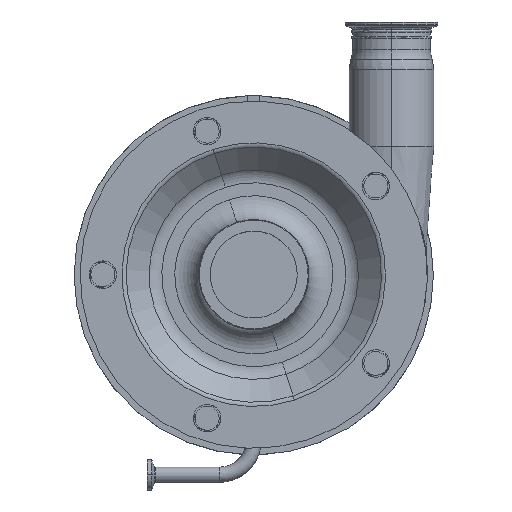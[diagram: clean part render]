
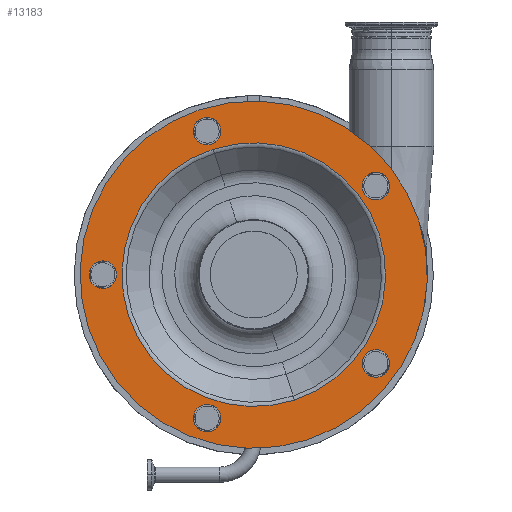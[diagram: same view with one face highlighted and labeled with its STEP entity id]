
A CAD part, top view. The second image highlights one B-rep face of the part: STEP entity #13183.
In plain terms, the highlighted planar face has unit normal (0, 0, 1).
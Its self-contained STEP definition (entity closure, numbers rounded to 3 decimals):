
#477 = FACE_BOUND ( 'NONE', #6957, .T. ) ;
#570 = DIRECTION ( 'NONE',  ( -0.309, 0.951, 0. ) ) ;
#606 = DIRECTION ( 'NONE',  ( 0., 0., 1. ) ) ;
#638 = EDGE_LOOP ( 'NONE', ( #2176, #19452 ) ) ;
#833 = CARTESIAN_POINT ( 'NONE',  ( -35.382, 108.896, 295. ) ) ;
#877 = EDGE_LOOP ( 'NONE', ( #2510, #5304 ) ) ;
#935 = VERTEX_POINT ( 'NONE', #5818 ) ;
#966 = EDGE_LOOP ( 'NONE', ( #8634, #14594 ) ) ;
#984 = VERTEX_POINT ( 'NONE', #18169 ) ;
#1225 = DIRECTION ( 'NONE',  ( -0.309, 0.951, 0. ) ) ;
#1441 = DIRECTION ( 'NONE',  ( -0.309, 0.951, 0. ) ) ;
#1623 = DIRECTION ( 'NONE',  ( -0.309, 0.951, 0. ) ) ;
#1687 = CARTESIAN_POINT ( 'NONE',  ( -44.807, 137.903, 295. ) ) ;
#1699 = CARTESIAN_POINT ( 'NONE',  ( -129.554, 10.937, 295. ) ) ;
#2176 = ORIENTED_EDGE ( 'NONE', *, *, #17446, .F. ) ;
#2510 = ORIENTED_EDGE ( 'NONE', *, *, #19897, .F. ) ;
#2693 = DIRECTION ( 'NONE',  ( 0., 0., 1. ) ) ;
#2992 = AXIS2_PLACEMENT_3D ( 'NONE', #18187, #16863, #17075 ) ;
#3101 = DIRECTION ( 'NONE',  ( -0.309, 0.951, 0. ) ) ;
#3187 = DIRECTION ( 'NONE',  ( -0.309, 0.951, 0. ) ) ;
#3205 = VERTEX_POINT ( 'NONE', #14297 ) ;
#3223 = EDGE_LOOP ( 'NONE', ( #16829, #14407 ) ) ;
#3267 = CARTESIAN_POINT ( 'NONE',  ( 101.936, 74.061, 295. ) ) ;
#3354 = AXIS2_PLACEMENT_3D ( 'NONE', #17256, #19082, #570 ) ;
#3639 = DIRECTION ( 'NONE',  ( -0.309, 0.951, 0. ) ) ;
#3888 = DIRECTION ( 'NONE',  ( 0., 0., 1. ) ) ;
#3984 = DIRECTION ( 'NONE',  ( -0.309, 0.951, 0. ) ) ;
#4116 = DIRECTION ( 'NONE',  ( 0., 0., 1. ) ) ;
#4299 = CIRCLE ( 'NONE', #14620, 11.5 ) ;
#4375 = AXIS2_PLACEMENT_3D ( 'NONE', #3267, #12474, #4993 ) ;
#4464 = DIRECTION ( 'NONE',  ( 0., 0., 1. ) ) ;
#4470 = EDGE_CURVE ( 'NONE', #14837, #984, #9547, .T. ) ;
#4525 = EDGE_CURVE ( 'NONE', #18155, #19678, #7588, .T. ) ;
#4752 = VERTEX_POINT ( 'NONE', #15538 ) ;
#4764 = EDGE_CURVE ( 'NONE', #15632, #14762, #11816, .T. ) ;
#4775 = CARTESIAN_POINT ( 'NONE',  ( -38.936, -119.833, 295. ) ) ;
#4819 = CARTESIAN_POINT ( 'NONE',  ( -44.807, 137.903, 295. ) ) ;
#4838 = DIRECTION ( 'NONE',  ( 0., 0., 1. ) ) ;
#4942 = CIRCLE ( 'NONE', #2992, 11.5 ) ;
#4993 = DIRECTION ( 'NONE',  ( -0.309, 0.951, 0. ) ) ;
#5199 = VERTEX_POINT ( 'NONE', #13831 ) ;
#5304 = ORIENTED_EDGE ( 'NONE', *, *, #14267, .F. ) ;
#5818 = CARTESIAN_POINT ( 'NONE',  ( 98.382, 84.998, 295. ) ) ;
#5928 = EDGE_CURVE ( 'NONE', #5199, #17271, #9927, .T. ) ;
#6121 = CARTESIAN_POINT ( 'NONE',  ( 0., 0., 295. ) ) ;
#6257 = AXIS2_PLACEMENT_3D ( 'NONE', #16724, #19852, #1441 ) ;
#6287 = AXIS2_PLACEMENT_3D ( 'NONE', #7178, #4464, #1225 ) ;
#6299 = AXIS2_PLACEMENT_3D ( 'NONE', #17305, #17503, #3639 ) ;
#6556 = EDGE_CURVE ( 'NONE', #10084, #16905, #9106, .T. ) ;
#6577 = CIRCLE ( 'NONE', #6257, 110.071 ) ;
#6748 = FACE_OUTER_BOUND ( 'NONE', #3223, .T. ) ;
#6850 = AXIS2_PLACEMENT_3D ( 'NONE', #15867, #2693, #19500 ) ;
#6858 = DIRECTION ( 'NONE',  ( -0.309, 0.951, 0. ) ) ;
#6953 = AXIS2_PLACEMENT_3D ( 'NONE', #10688, #4838, #9476 ) ;
#6957 = EDGE_LOOP ( 'NONE', ( #11929, #18197 ) ) ;
#7178 = CARTESIAN_POINT ( 'NONE',  ( 0., 0., 295. ) ) ;
#7260 = CIRCLE ( 'NONE', #16633, 11.5 ) ;
#7588 = CIRCLE ( 'NONE', #8886, 11.5 ) ;
#7811 = CARTESIAN_POINT ( 'NONE',  ( -38.936, 119.833, 295. ) ) ;
#8052 = FACE_BOUND ( 'NONE', #966, .T. ) ;
#8242 = CARTESIAN_POINT ( 'NONE',  ( 101.936, -74.061, 295. ) ) ;
#8378 = ORIENTED_EDGE ( 'NONE', *, *, #6556, .F. ) ;
#8516 = AXIS2_PLACEMENT_3D ( 'NONE', #8242, #3888, #3984 ) ;
#8634 = ORIENTED_EDGE ( 'NONE', *, *, #4470, .F. ) ;
#8886 = AXIS2_PLACEMENT_3D ( 'NONE', #17606, #606, #6858 ) ;
#9106 = CIRCLE ( 'NONE', #6850, 11.5 ) ;
#9467 = AXIS2_PLACEMENT_3D ( 'NONE', #4775, #11143, #1623 ) ;
#9476 = DIRECTION ( 'NONE',  ( -0.309, 0.951, 0. ) ) ;
#9547 = CIRCLE ( 'NONE', #6299, 110.071 ) ;
#9590 = FACE_BOUND ( 'NONE', #18703, .T. ) ;
#9797 = ORIENTED_EDGE ( 'NONE', *, *, #4764, .F. ) ;
#9927 = CIRCLE ( 'NONE', #11844, 145. ) ;
#10084 = VERTEX_POINT ( 'NONE', #12866 ) ;
#10688 = CARTESIAN_POINT ( 'NONE',  ( -38.936, -119.833, 295. ) ) ;
#10779 = DIRECTION ( 'NONE',  ( 0., 0., 1. ) ) ;
#11143 = DIRECTION ( 'NONE',  ( 0., 0., 1. ) ) ;
#11567 = EDGE_CURVE ( 'NONE', #4752, #19606, #7260, .T. ) ;
#11816 = CIRCLE ( 'NONE', #6953, 11.5 ) ;
#11844 = AXIS2_PLACEMENT_3D ( 'NONE', #6121, #10779, #3101 ) ;
#11897 = DIRECTION ( 'NONE',  ( -0.309, 0.951, 0. ) ) ;
#11929 = ORIENTED_EDGE ( 'NONE', *, *, #14528, .F. ) ;
#12474 = DIRECTION ( 'NONE',  ( 0., 0., 1. ) ) ;
#12483 = EDGE_LOOP ( 'NONE', ( #17839, #8378 ) ) ;
#12720 = CIRCLE ( 'NONE', #3354, 11.5 ) ;
#12866 = CARTESIAN_POINT ( 'NONE',  ( -122.446, -10.937, 295. ) ) ;
#13183 = ADVANCED_FACE ( 'NONE', ( #6748, #17071, #9590, #15955, #15759, #477, #8052 ), #15854, .T. ) ;
#13671 = CARTESIAN_POINT ( 'NONE',  ( -34.014, 104.684, 295. ) ) ;
#13831 = CARTESIAN_POINT ( 'NONE',  ( 44.807, -137.903, 295. ) ) ;
#14137 = DIRECTION ( 'NONE',  ( 0., -1., 0. ) ) ;
#14267 = EDGE_CURVE ( 'NONE', #3205, #935, #4942, .T. ) ;
#14297 = CARTESIAN_POINT ( 'NONE',  ( 105.49, 63.124, 295. ) ) ;
#14312 = CARTESIAN_POINT ( 'NONE',  ( -42.49, -108.896, 295. ) ) ;
#14407 = ORIENTED_EDGE ( 'NONE', *, *, #5928, .T. ) ;
#14434 = AXIS2_PLACEMENT_3D ( 'NONE', #1687, #18594, #14137 ) ;
#14528 = EDGE_CURVE ( 'NONE', #19678, #18155, #4299, .T. ) ;
#14594 = ORIENTED_EDGE ( 'NONE', *, *, #15889, .F. ) ;
#14620 = AXIS2_PLACEMENT_3D ( 'NONE', #7811, #19974, #3187 ) ;
#14682 = CIRCLE ( 'NONE', #6287, 145. ) ;
#14762 = VERTEX_POINT ( 'NONE', #17951 ) ;
#14837 = VERTEX_POINT ( 'NONE', #13671 ) ;
#15098 = CARTESIAN_POINT ( 'NONE',  ( -42.49, 130.77, 295. ) ) ;
#15284 = CIRCLE ( 'NONE', #8516, 11.5 ) ;
#15410 = CARTESIAN_POINT ( 'NONE',  ( 98.382, -63.124, 295. ) ) ;
#15538 = CARTESIAN_POINT ( 'NONE',  ( 105.49, -84.998, 295. ) ) ;
#15606 = EDGE_CURVE ( 'NONE', #16905, #10084, #12720, .T. ) ;
#15632 = VERTEX_POINT ( 'NONE', #14312 ) ;
#15759 = FACE_BOUND ( 'NONE', #877, .T. ) ;
#15854 = PLANE ( 'NONE',  #14434 ) ;
#15867 = CARTESIAN_POINT ( 'NONE',  ( -126., 0., 295. ) ) ;
#15889 = EDGE_CURVE ( 'NONE', #984, #14837, #6577, .T. ) ;
#15955 = FACE_BOUND ( 'NONE', #638, .T. ) ;
#16505 = EDGE_CURVE ( 'NONE', #14762, #15632, #18849, .T. ) ;
#16633 = AXIS2_PLACEMENT_3D ( 'NONE', #17978, #4116, #11897 ) ;
#16724 = CARTESIAN_POINT ( 'NONE',  ( 0., 0., 295. ) ) ;
#16829 = ORIENTED_EDGE ( 'NONE', *, *, #18731, .T. ) ;
#16863 = DIRECTION ( 'NONE',  ( 0., 0., 1. ) ) ;
#16905 = VERTEX_POINT ( 'NONE', #1699 ) ;
#17071 = FACE_BOUND ( 'NONE', #12483, .T. ) ;
#17075 = DIRECTION ( 'NONE',  ( -0.309, 0.951, 0. ) ) ;
#17256 = CARTESIAN_POINT ( 'NONE',  ( -126., 0., 295. ) ) ;
#17271 = VERTEX_POINT ( 'NONE', #4819 ) ;
#17305 = CARTESIAN_POINT ( 'NONE',  ( 0., 0., 295. ) ) ;
#17446 = EDGE_CURVE ( 'NONE', #19606, #4752, #15284, .T. ) ;
#17503 = DIRECTION ( 'NONE',  ( 0., 0., 1. ) ) ;
#17606 = CARTESIAN_POINT ( 'NONE',  ( -38.936, 119.833, 295. ) ) ;
#17839 = ORIENTED_EDGE ( 'NONE', *, *, #15606, .F. ) ;
#17951 = CARTESIAN_POINT ( 'NONE',  ( -35.382, -130.77, 295. ) ) ;
#17962 = CIRCLE ( 'NONE', #4375, 11.5 ) ;
#17978 = CARTESIAN_POINT ( 'NONE',  ( 101.936, -74.061, 295. ) ) ;
#17995 = ORIENTED_EDGE ( 'NONE', *, *, #16505, .F. ) ;
#18155 = VERTEX_POINT ( 'NONE', #833 ) ;
#18169 = CARTESIAN_POINT ( 'NONE',  ( 34.014, -104.684, 295. ) ) ;
#18187 = CARTESIAN_POINT ( 'NONE',  ( 101.936, 74.061, 295. ) ) ;
#18197 = ORIENTED_EDGE ( 'NONE', *, *, #4525, .F. ) ;
#18594 = DIRECTION ( 'NONE',  ( 0., 0., 1. ) ) ;
#18703 = EDGE_LOOP ( 'NONE', ( #9797, #17995 ) ) ;
#18731 = EDGE_CURVE ( 'NONE', #17271, #5199, #14682, .T. ) ;
#18849 = CIRCLE ( 'NONE', #9467, 11.5 ) ;
#19082 = DIRECTION ( 'NONE',  ( 0., 0., 1. ) ) ;
#19452 = ORIENTED_EDGE ( 'NONE', *, *, #11567, .F. ) ;
#19500 = DIRECTION ( 'NONE',  ( -0.309, 0.951, 0. ) ) ;
#19606 = VERTEX_POINT ( 'NONE', #15410 ) ;
#19678 = VERTEX_POINT ( 'NONE', #15098 ) ;
#19852 = DIRECTION ( 'NONE',  ( 0., 0., 1. ) ) ;
#19897 = EDGE_CURVE ( 'NONE', #935, #3205, #17962, .T. ) ;
#19974 = DIRECTION ( 'NONE',  ( 0., 0., 1. ) ) ;
